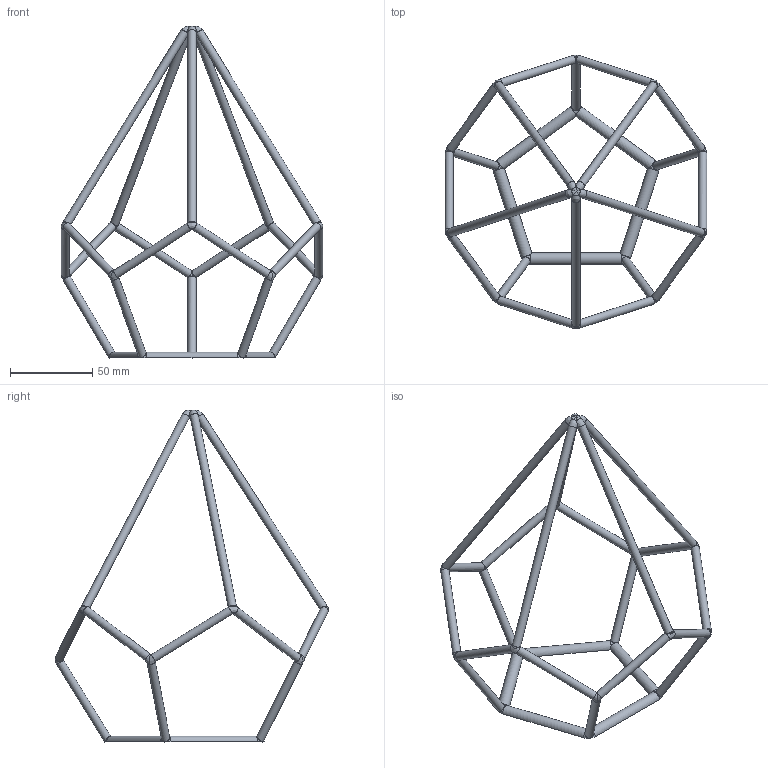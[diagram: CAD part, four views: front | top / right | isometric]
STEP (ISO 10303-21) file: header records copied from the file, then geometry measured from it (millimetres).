
FILE_DESCRIPTION(/* description */ (''),/* implementation_level */ '2;1');
FILE_NAME(/* name */ 'Deco02 v3.step',/* time_stamp */ '2020-12-10T07:53:54-08:00',/* author */ (''),/* organization */ (''),/* preprocessor_version */ 'ST-DEVELOPER v18.1',/* originating_system */ 'Autodesk Translation Framework v9.3.0.1241',/* authorisation */ '');
FILE_SCHEMA (('AUTOMOTIVE_DESIGN { 1 0 10303 214 3 1 1 }'));
Length unit declared in the file: millimetre
Products named in the file (2): Deco02; Deco02_1
Assembly tree (1 placements, depth 2):
  Deco02
    Deco02_1
Bounding box: 158.87 x 166.11 x 201.54 mm (x, y, z)
Volume: 36565.9 mm3; surface area: 29500 mm2
Topology: 1 solids, 1 shells, 121 faces, 410 edges, 207 vertices
Faces by surface type: bspline 75, cylinder 35, plane 11
Full cylindrical faces by diameter (mm): 5 x20
Entity records: 5596 total; most frequent: CARTESIAN_POINT 2772, ORIENTED_EDGE 690, DIRECTION 508, EDGE_CURVE 345, AXIS2_PLACEMENT_3D 239, VERTEX_POINT 207, CIRCLE 155, B_SPLINE_CURVE_WITH_KNOTS 125
